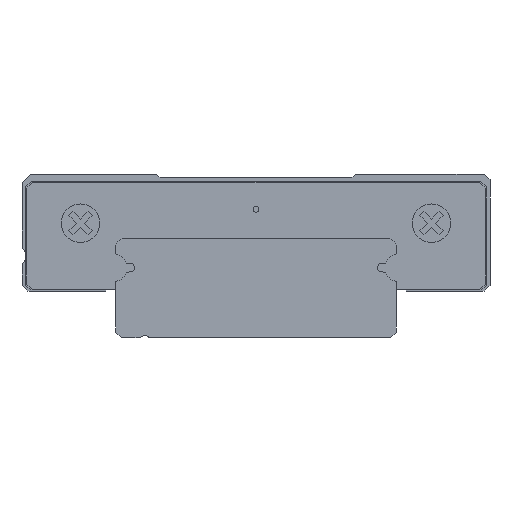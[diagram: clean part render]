
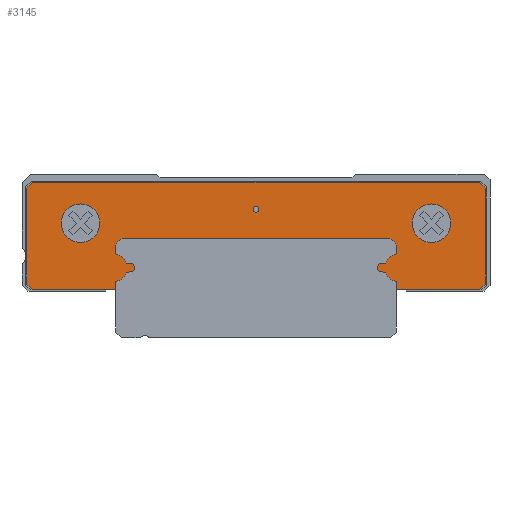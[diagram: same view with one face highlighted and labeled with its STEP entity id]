
A CAD part, front view. The second image highlights one B-rep face of the part: STEP entity #3145.
In plain terms, the highlighted planar face has unit normal (0, -1, 0).
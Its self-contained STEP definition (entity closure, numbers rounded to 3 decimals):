
#104=LINE('',#5649,#486);
#105=LINE('',#5652,#487);
#106=LINE('',#5654,#488);
#107=LINE('',#5656,#489);
#108=LINE('',#5658,#490);
#109=LINE('',#5662,#491);
#110=LINE('',#5666,#492);
#111=LINE('',#5670,#493);
#112=LINE('',#5674,#494);
#113=LINE('',#5678,#495);
#114=LINE('',#5682,#496);
#115=LINE('',#5686,#497);
#116=LINE('',#5690,#498);
#117=LINE('',#5692,#499);
#118=LINE('',#5694,#500);
#119=LINE('',#5696,#501);
#120=LINE('',#5698,#502);
#121=LINE('',#5700,#503);
#486=VECTOR('',#4771,1000.);
#487=VECTOR('',#4772,1000.);
#488=VECTOR('',#4773,1000.);
#489=VECTOR('',#4774,1000.);
#490=VECTOR('',#4775,1000.);
#491=VECTOR('',#4778,1000.);
#492=VECTOR('',#4781,1000.);
#493=VECTOR('',#4784,1000.);
#494=VECTOR('',#4787,1000.);
#495=VECTOR('',#4790,1000.);
#496=VECTOR('',#4793,1000.);
#497=VECTOR('',#4796,1000.);
#498=VECTOR('',#4799,1000.);
#499=VECTOR('',#4800,1000.);
#500=VECTOR('',#4801,1000.);
#501=VECTOR('',#4802,1000.);
#502=VECTOR('',#4803,1000.);
#503=VECTOR('',#4804,1000.);
#820=PLANE('',#4386);
#1116=ORIENTED_EDGE('',*,*,#1938,.F.);
#1117=ORIENTED_EDGE('',*,*,#1939,.F.);
#1118=ORIENTED_EDGE('',*,*,#1940,.F.);
#1119=ORIENTED_EDGE('',*,*,#1941,.F.);
#1120=ORIENTED_EDGE('',*,*,#1942,.F.);
#1121=ORIENTED_EDGE('',*,*,#1943,.F.);
#1122=ORIENTED_EDGE('',*,*,#1944,.F.);
#1123=ORIENTED_EDGE('',*,*,#1945,.F.);
#1124=ORIENTED_EDGE('',*,*,#1946,.F.);
#1125=ORIENTED_EDGE('',*,*,#1947,.F.);
#1126=ORIENTED_EDGE('',*,*,#1948,.F.);
#1127=ORIENTED_EDGE('',*,*,#1949,.F.);
#1128=ORIENTED_EDGE('',*,*,#1950,.F.);
#1129=ORIENTED_EDGE('',*,*,#1951,.F.);
#1130=ORIENTED_EDGE('',*,*,#1952,.F.);
#1131=ORIENTED_EDGE('',*,*,#1953,.F.);
#1132=ORIENTED_EDGE('',*,*,#1954,.F.);
#1133=ORIENTED_EDGE('',*,*,#1955,.F.);
#1134=ORIENTED_EDGE('',*,*,#1956,.F.);
#1135=ORIENTED_EDGE('',*,*,#1957,.F.);
#1136=ORIENTED_EDGE('',*,*,#1958,.F.);
#1137=ORIENTED_EDGE('',*,*,#1959,.F.);
#1138=ORIENTED_EDGE('',*,*,#1960,.F.);
#1139=ORIENTED_EDGE('',*,*,#1961,.F.);
#1140=ORIENTED_EDGE('',*,*,#1962,.F.);
#1141=ORIENTED_EDGE('',*,*,#1963,.F.);
#1142=ORIENTED_EDGE('',*,*,#1964,.F.);
#1143=ORIENTED_EDGE('',*,*,#1965,.F.);
#1144=ORIENTED_EDGE('',*,*,#1966,.F.);
#1938=EDGE_CURVE('',#2364,#2364,#2632,.T.);
#1939=EDGE_CURVE('',#2365,#2365,#2633,.F.);
#1940=EDGE_CURVE('',#2366,#2367,#104,.T.);
#1941=EDGE_CURVE('',#2368,#2366,#105,.T.);
#1942=EDGE_CURVE('',#2369,#2368,#106,.T.);
#1943=EDGE_CURVE('',#2370,#2369,#107,.T.);
#1944=EDGE_CURVE('',#2371,#2370,#108,.T.);
#1945=EDGE_CURVE('',#2372,#2371,#2634,.T.);
#1946=EDGE_CURVE('',#2373,#2372,#109,.T.);
#1947=EDGE_CURVE('',#2374,#2373,#2635,.T.);
#1948=EDGE_CURVE('',#2375,#2374,#110,.T.);
#1949=EDGE_CURVE('',#2376,#2375,#2636,.T.);
#1950=EDGE_CURVE('',#2377,#2376,#111,.T.);
#1951=EDGE_CURVE('',#2378,#2377,#2637,.T.);
#1952=EDGE_CURVE('',#2379,#2378,#112,.T.);
#1953=EDGE_CURVE('',#2380,#2379,#2638,.T.);
#1954=EDGE_CURVE('',#2381,#2380,#113,.T.);
#1955=EDGE_CURVE('',#2382,#2381,#2639,.T.);
#1956=EDGE_CURVE('',#2383,#2382,#114,.T.);
#1957=EDGE_CURVE('',#2384,#2383,#2640,.T.);
#1958=EDGE_CURVE('',#2385,#2384,#115,.T.);
#1959=EDGE_CURVE('',#2386,#2385,#2641,.T.);
#1960=EDGE_CURVE('',#2387,#2386,#116,.T.);
#1961=EDGE_CURVE('',#2388,#2387,#117,.T.);
#1962=EDGE_CURVE('',#2389,#2388,#118,.T.);
#1963=EDGE_CURVE('',#2390,#2389,#119,.T.);
#1964=EDGE_CURVE('',#2391,#2390,#120,.T.);
#1965=EDGE_CURVE('',#2367,#2391,#121,.T.);
#1966=EDGE_CURVE('',#2392,#2392,#2642,.F.);
#2364=VERTEX_POINT('',#5646);
#2365=VERTEX_POINT('',#5648);
#2366=VERTEX_POINT('',#5650);
#2367=VERTEX_POINT('',#5651);
#2368=VERTEX_POINT('',#5653);
#2369=VERTEX_POINT('',#5655);
#2370=VERTEX_POINT('',#5657);
#2371=VERTEX_POINT('',#5659);
#2372=VERTEX_POINT('',#5661);
#2373=VERTEX_POINT('',#5663);
#2374=VERTEX_POINT('',#5665);
#2375=VERTEX_POINT('',#5667);
#2376=VERTEX_POINT('',#5669);
#2377=VERTEX_POINT('',#5671);
#2378=VERTEX_POINT('',#5673);
#2379=VERTEX_POINT('',#5675);
#2380=VERTEX_POINT('',#5677);
#2381=VERTEX_POINT('',#5679);
#2382=VERTEX_POINT('',#5681);
#2383=VERTEX_POINT('',#5683);
#2384=VERTEX_POINT('',#5685);
#2385=VERTEX_POINT('',#5687);
#2386=VERTEX_POINT('',#5689);
#2387=VERTEX_POINT('',#5691);
#2388=VERTEX_POINT('',#5693);
#2389=VERTEX_POINT('',#5695);
#2390=VERTEX_POINT('',#5697);
#2391=VERTEX_POINT('',#5699);
#2392=VERTEX_POINT('',#5702);
#2632=CIRCLE('',#4387,0.25);
#2633=CIRCLE('',#4388,1.65);
#2634=CIRCLE('',#4389,1.2);
#2635=CIRCLE('',#4390,0.42);
#2636=CIRCLE('',#4391,1.2);
#2637=CIRCLE('',#4392,1.15);
#2638=CIRCLE('',#4393,1.15);
#2639=CIRCLE('',#4394,1.2);
#2640=CIRCLE('',#4395,0.42);
#2641=CIRCLE('',#4396,1.2);
#2642=CIRCLE('',#4397,1.65);
#2705=EDGE_LOOP('',(#1116));
#2706=EDGE_LOOP('',(#1117));
#2707=EDGE_LOOP('',(#1118,#1119,#1120,#1121,#1122,#1123,#1124,#1125,#1126,
#1127,#1128,#1129,#1130,#1131,#1132,#1133,#1134,#1135,#1136,#1137,#1138,
#1139,#1140,#1141,#1142,#1143));
#2708=EDGE_LOOP('',(#1144));
#2913=FACE_BOUND('',#2705,.T.);
#2914=FACE_BOUND('',#2706,.T.);
#2915=FACE_BOUND('',#2707,.T.);
#2916=FACE_BOUND('',#2708,.T.);
#3145=ADVANCED_FACE('',(#2913,#2914,#2915,#2916),#820,.F.);
#4386=AXIS2_PLACEMENT_3D('',#5644,#4765,#4766);
#4387=AXIS2_PLACEMENT_3D('',#5645,#4767,#4768);
#4388=AXIS2_PLACEMENT_3D('',#5647,#4769,#4770);
#4389=AXIS2_PLACEMENT_3D('',#5660,#4776,#4777);
#4390=AXIS2_PLACEMENT_3D('',#5664,#4779,#4780);
#4391=AXIS2_PLACEMENT_3D('',#5668,#4782,#4783);
#4392=AXIS2_PLACEMENT_3D('',#5672,#4785,#4786);
#4393=AXIS2_PLACEMENT_3D('',#5676,#4788,#4789);
#4394=AXIS2_PLACEMENT_3D('',#5680,#4791,#4792);
#4395=AXIS2_PLACEMENT_3D('',#5684,#4794,#4795);
#4396=AXIS2_PLACEMENT_3D('',#5688,#4797,#4798);
#4397=AXIS2_PLACEMENT_3D('',#5701,#4805,#4806);
#4765=DIRECTION('',(0.,1.,0.));
#4766=DIRECTION('',(0.,0.,1.));
#4767=DIRECTION('',(0.,-1.,0.));
#4768=DIRECTION('',(1.,0.,0.));
#4769=DIRECTION('',(0.,1.,0.));
#4770=DIRECTION('',(0.,0.,1.));
#4771=DIRECTION('',(0.707,0.,0.707));
#4772=DIRECTION('',(0.,0.,1.));
#4773=DIRECTION('',(-0.707,0.,0.707));
#4774=DIRECTION('',(-1.,0.,0.));
#4775=DIRECTION('',(0.,0.,-1.));
#4776=DIRECTION('',(0.,1.,0.));
#4777=DIRECTION('',(1.,0.,0.));
#4778=DIRECTION('',(-0.991,0.,-0.135));
#4779=DIRECTION('',(0.,1.,0.));
#4780=DIRECTION('',(-1.,0.,0.));
#4781=DIRECTION('',(0.991,0.,-0.135));
#4782=DIRECTION('',(0.,1.,0.));
#4783=DIRECTION('',(1.,0.,0.));
#4784=DIRECTION('',(0.,0.,-1.));
#4785=DIRECTION('',(0.,-1.,0.));
#4786=DIRECTION('',(1.,0.,0.));
#4787=DIRECTION('',(-1.,0.,0.));
#4788=DIRECTION('',(0.,-1.,0.));
#4789=DIRECTION('',(1.,0.,0.));
#4790=DIRECTION('',(0.,0.,1.));
#4791=DIRECTION('',(0.,1.,0.));
#4792=DIRECTION('',(1.,0.,0.));
#4793=DIRECTION('',(0.991,0.,0.135));
#4794=DIRECTION('',(0.,1.,0.));
#4795=DIRECTION('',(1.,0.,0.));
#4796=DIRECTION('',(-0.991,0.,0.135));
#4797=DIRECTION('',(0.,1.,0.));
#4798=DIRECTION('',(1.,0.,0.));
#4799=DIRECTION('',(0.,0.,1.));
#4800=DIRECTION('',(-1.,0.,0.));
#4801=DIRECTION('',(-0.707,0.,-0.707));
#4802=DIRECTION('',(0.,0.,-1.));
#4803=DIRECTION('',(0.707,0.,-0.707));
#4804=DIRECTION('',(1.,0.,0.));
#4805=DIRECTION('',(0.,1.,0.));
#4806=DIRECTION('',(0.,0.,1.));
#5644=CARTESIAN_POINT('',(12.214,-21.45,6.));
#5645=CARTESIAN_POINT('',(0.,-21.45,11.));
#5646=CARTESIAN_POINT('',(0.25,-21.45,11.));
#5647=CARTESIAN_POINT('',(15.,-21.45,9.8));
#5648=CARTESIAN_POINT('',(15.,-21.45,11.45));
#5649=CARTESIAN_POINT('',(-19.6,-21.45,12.8));
#5650=CARTESIAN_POINT('',(-19.6,-21.45,12.8));
#5651=CARTESIAN_POINT('',(-19.1,-21.45,13.3));
#5652=CARTESIAN_POINT('',(-19.6,-21.45,4.6));
#5653=CARTESIAN_POINT('',(-19.6,-21.45,4.6));
#5654=CARTESIAN_POINT('',(-19.1,-21.45,4.1));
#5655=CARTESIAN_POINT('',(-19.1,-21.45,4.1));
#5656=CARTESIAN_POINT('',(-12.,-21.45,4.1));
#5657=CARTESIAN_POINT('',(-12.,-21.45,4.1));
#5658=CARTESIAN_POINT('',(-12.,-21.45,4.819));
#5659=CARTESIAN_POINT('',(-12.,-21.45,4.819));
#5660=CARTESIAN_POINT('',(-12.214,-21.45,6.));
#5661=CARTESIAN_POINT('',(-11.081,-21.45,5.604));
#5662=CARTESIAN_POINT('',(-10.53,-21.45,5.679));
#5663=CARTESIAN_POINT('',(-10.53,-21.45,5.679));
#5664=CARTESIAN_POINT('',(-10.8,-21.45,6.));
#5665=CARTESIAN_POINT('',(-10.53,-21.45,6.321));
#5666=CARTESIAN_POINT('',(-11.081,-21.45,6.396));
#5667=CARTESIAN_POINT('',(-11.081,-21.45,6.396));
#5668=CARTESIAN_POINT('',(-12.214,-21.45,6.));
#5669=CARTESIAN_POINT('',(-12.,-21.45,7.181));
#5670=CARTESIAN_POINT('',(-12.,-21.45,7.919));
#5671=CARTESIAN_POINT('',(-12.,-21.45,7.919));
#5672=CARTESIAN_POINT('',(-10.95,-21.45,7.45));
#5673=CARTESIAN_POINT('',(-11.419,-21.45,8.5));
#5674=CARTESIAN_POINT('',(11.419,-21.45,8.5));
#5675=CARTESIAN_POINT('',(11.419,-21.45,8.5));
#5676=CARTESIAN_POINT('',(10.95,-21.45,7.45));
#5677=CARTESIAN_POINT('',(12.,-21.45,7.919));
#5678=CARTESIAN_POINT('',(12.,-21.45,7.181));
#5679=CARTESIAN_POINT('',(12.,-21.45,7.181));
#5680=CARTESIAN_POINT('',(12.214,-21.45,6.));
#5681=CARTESIAN_POINT('',(11.081,-21.45,6.396));
#5682=CARTESIAN_POINT('',(10.53,-21.45,6.321));
#5683=CARTESIAN_POINT('',(10.53,-21.45,6.321));
#5684=CARTESIAN_POINT('',(10.8,-21.45,6.));
#5685=CARTESIAN_POINT('',(10.53,-21.45,5.679));
#5686=CARTESIAN_POINT('',(11.081,-21.45,5.604));
#5687=CARTESIAN_POINT('',(11.081,-21.45,5.604));
#5688=CARTESIAN_POINT('',(12.214,-21.45,6.));
#5689=CARTESIAN_POINT('',(12.,-21.45,4.819));
#5690=CARTESIAN_POINT('',(12.,-21.45,4.1));
#5691=CARTESIAN_POINT('',(12.,-21.45,4.1));
#5692=CARTESIAN_POINT('',(12.,-21.45,4.1));
#5693=CARTESIAN_POINT('',(19.1,-21.45,4.1));
#5694=CARTESIAN_POINT('',(19.1,-21.45,4.1));
#5695=CARTESIAN_POINT('',(19.6,-21.45,4.6));
#5696=CARTESIAN_POINT('',(19.6,-21.45,4.6));
#5697=CARTESIAN_POINT('',(19.6,-21.45,12.8));
#5698=CARTESIAN_POINT('',(19.6,-21.45,12.8));
#5699=CARTESIAN_POINT('',(19.1,-21.45,13.3));
#5700=CARTESIAN_POINT('',(-19.1,-21.45,13.3));
#5701=CARTESIAN_POINT('',(-15.,-21.45,9.8));
#5702=CARTESIAN_POINT('',(-15.,-21.45,11.45));
